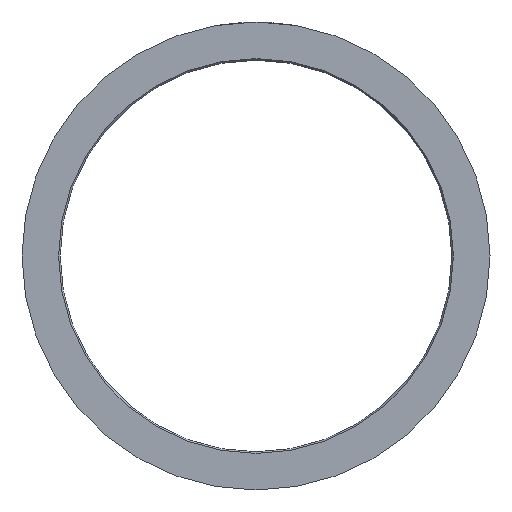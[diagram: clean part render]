
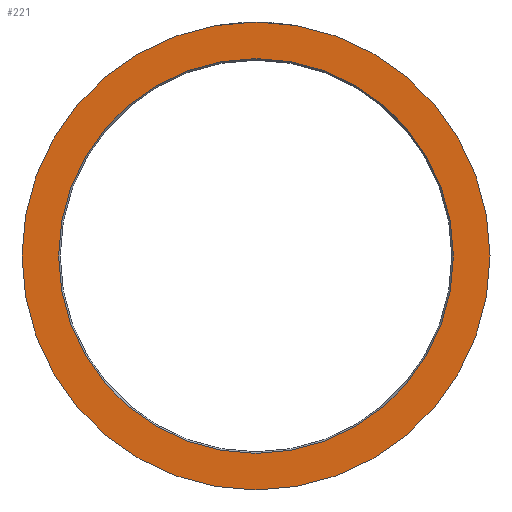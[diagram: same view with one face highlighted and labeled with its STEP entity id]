
A CAD part, front view. The second image highlights one B-rep face of the part: STEP entity #221.
In plain terms, the highlighted planar face has unit normal (0, -1, 0).
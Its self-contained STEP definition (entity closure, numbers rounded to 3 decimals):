
#16=FACE_BOUND('',#59,.T.);
#30=PLANE('',#267);
#42=FACE_OUTER_BOUND('',#58,.T.);
#58=EDGE_LOOP('',(#188));
#59=EDGE_LOOP('',(#189));
#102=CIRCLE('',#266,36.27);
#103=CIRCLE('',#268,43.);
#119=VERTEX_POINT('',#393);
#120=VERTEX_POINT('',#397);
#143=EDGE_CURVE('',#119,#119,#102,.T.);
#145=EDGE_CURVE('',#120,#120,#103,.T.);
#188=ORIENTED_EDGE('',*,*,#145,.F.);
#189=ORIENTED_EDGE('',*,*,#143,.T.);
#221=ADVANCED_FACE('',(#42,#16),#30,.T.);
#266=AXIS2_PLACEMENT_3D('',#394,#327,#328);
#267=AXIS2_PLACEMENT_3D('',#396,#330,#331);
#268=AXIS2_PLACEMENT_3D('',#398,#332,#333);
#327=DIRECTION('center_axis',(0.,1.,0.));
#328=DIRECTION('ref_axis',(1.,0.,0.));
#330=DIRECTION('center_axis',(0.,-1.,0.));
#331=DIRECTION('ref_axis',(1.,0.,0.));
#332=DIRECTION('center_axis',(0.,1.,0.));
#333=DIRECTION('ref_axis',(1.,0.,0.));
#393=CARTESIAN_POINT('',(-36.98,-327.516,568.205));
#394=CARTESIAN_POINT('Origin',(-0.71,-327.516,568.205));
#396=CARTESIAN_POINT('Origin',(-0.71,-327.516,568.205));
#397=CARTESIAN_POINT('',(-43.71,-327.516,568.205));
#398=CARTESIAN_POINT('Origin',(-0.71,-327.516,568.205));
